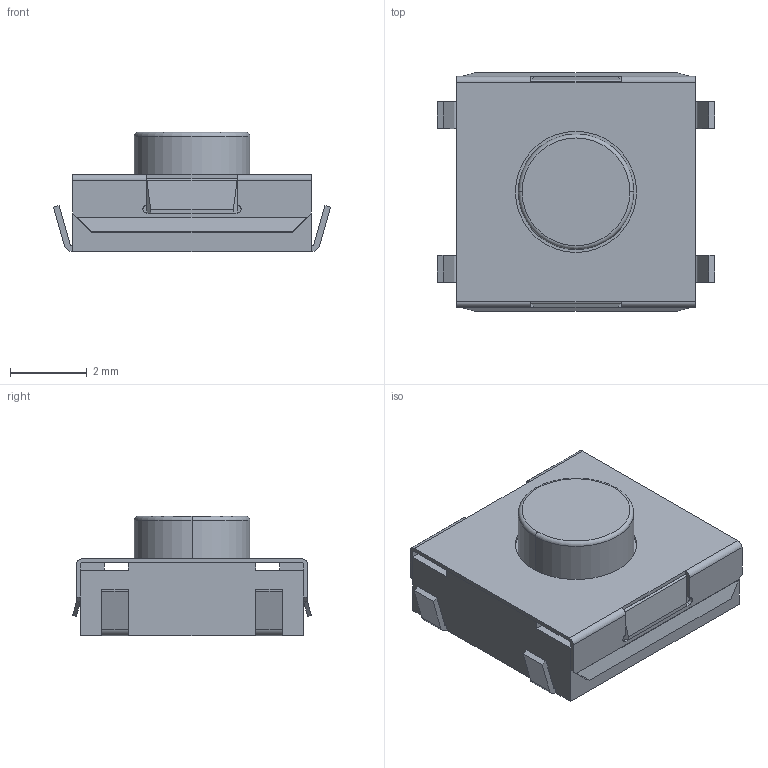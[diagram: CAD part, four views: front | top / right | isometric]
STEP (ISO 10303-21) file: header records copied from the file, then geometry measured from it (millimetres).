
FILE_DESCRIPTION(('FreeCAD Model'),'2;1');
FILE_NAME('SW_SPST_CK_KSCx.step','2018-03-15T22:09:23',('kicad StepUp'),('ksu MCAD'), 'Open CASCADE STEP processor 6.8','FreeCAD','Unknown');
FILE_SCHEMA(('AUTOMOTIVE_DESIGN_CC2 { 1 2 10303 214 -1 1 5 4 }'));
Length unit declared in the file: millimetre
Products named in the file (1): SW_SPST_CK_KSCx
Bounding box: 7.2 x 6.2 x 3.1 mm (x, y, z)
Volume: 63.1 mm3; surface area: 230.3 mm2
Topology: 1 solids, 1 shells, 163 faces, 444 edges, 282 vertices
Faces by surface type: plane 119, cylinder 38, bspline 4, torus 2
Entity records: 6300 total; most frequent: CARTESIAN_POINT 990, ORIENTED_EDGE 888, DIRECTION 832, EDGE_CURVE 444, LINE 360, VECTOR 360, VERTEX_POINT 282, AXIS2_PLACEMENT_3D 236
